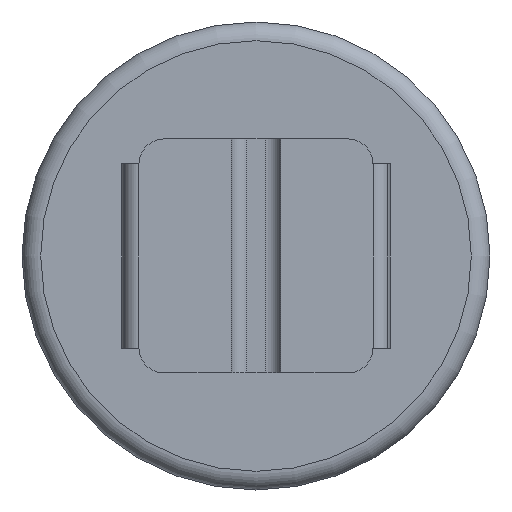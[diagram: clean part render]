
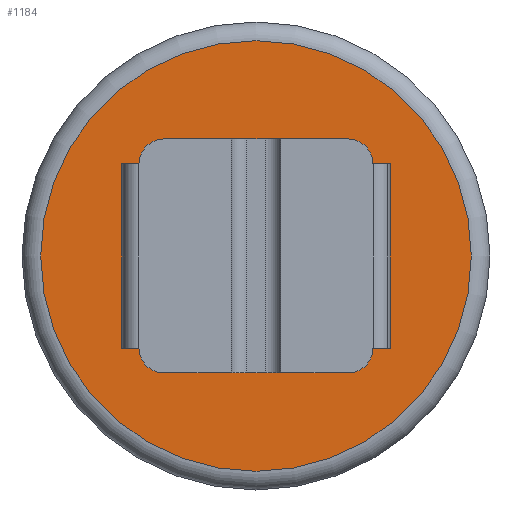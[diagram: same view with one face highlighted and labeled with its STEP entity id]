
A CAD part, left-side view. The second image highlights one B-rep face of the part: STEP entity #1184.
In plain terms, the highlighted planar face has unit normal (-1, 0, 0).
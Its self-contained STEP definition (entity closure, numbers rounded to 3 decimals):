
#107=FACE_BOUND('',#366,.T.);
#109=LINE('',#1790,#205);
#110=LINE('',#1794,#206);
#111=LINE('',#1798,#207);
#112=LINE('',#1801,#208);
#205=VECTOR('',#1416,10.);
#206=VECTOR('',#1419,10.);
#207=VECTOR('',#1422,10.);
#208=VECTOR('',#1425,10.);
#301=FACE_OUTER_BOUND('',#365,.T.);
#365=EDGE_LOOP('',(#790,#791));
#366=EDGE_LOOP('',(#792,#793,#794,#795,#796,#797,#798,#799));
#431=CIRCLE('',#1269,3.45);
#432=CIRCLE('',#1270,3.45);
#433=CIRCLE('',#1271,0.4);
#434=CIRCLE('',#1272,0.4);
#435=CIRCLE('',#1273,0.4);
#436=CIRCLE('',#1274,0.4);
#488=VERTEX_POINT('',#1782);
#489=VERTEX_POINT('',#1783);
#490=VERTEX_POINT('',#1786);
#491=VERTEX_POINT('',#1787);
#492=VERTEX_POINT('',#1789);
#493=VERTEX_POINT('',#1791);
#494=VERTEX_POINT('',#1793);
#495=VERTEX_POINT('',#1795);
#496=VERTEX_POINT('',#1797);
#497=VERTEX_POINT('',#1799);
#609=EDGE_CURVE('',#488,#489,#431,.T.);
#610=EDGE_CURVE('',#489,#488,#432,.T.);
#611=EDGE_CURVE('',#490,#491,#433,.T.);
#612=EDGE_CURVE('',#492,#490,#109,.T.);
#613=EDGE_CURVE('',#493,#492,#434,.T.);
#614=EDGE_CURVE('',#494,#493,#110,.T.);
#615=EDGE_CURVE('',#495,#494,#435,.T.);
#616=EDGE_CURVE('',#495,#496,#111,.T.);
#617=EDGE_CURVE('',#497,#496,#436,.T.);
#618=EDGE_CURVE('',#491,#497,#112,.T.);
#790=ORIENTED_EDGE('',*,*,#609,.T.);
#791=ORIENTED_EDGE('',*,*,#610,.T.);
#792=ORIENTED_EDGE('',*,*,#611,.F.);
#793=ORIENTED_EDGE('',*,*,#612,.F.);
#794=ORIENTED_EDGE('',*,*,#613,.F.);
#795=ORIENTED_EDGE('',*,*,#614,.F.);
#796=ORIENTED_EDGE('',*,*,#615,.F.);
#797=ORIENTED_EDGE('',*,*,#616,.T.);
#798=ORIENTED_EDGE('',*,*,#617,.F.);
#799=ORIENTED_EDGE('',*,*,#618,.F.);
#1152=PLANE('',#1268);
#1184=ADVANCED_FACE('',(#301,#107),#1152,.T.);
#1268=AXIS2_PLACEMENT_3D('',#1781,#1408,#1409);
#1269=AXIS2_PLACEMENT_3D('',#1784,#1410,#1411);
#1270=AXIS2_PLACEMENT_3D('',#1785,#1412,#1413);
#1271=AXIS2_PLACEMENT_3D('',#1788,#1414,#1415);
#1272=AXIS2_PLACEMENT_3D('',#1792,#1417,#1418);
#1273=AXIS2_PLACEMENT_3D('',#1796,#1420,#1421);
#1274=AXIS2_PLACEMENT_3D('',#1800,#1423,#1424);
#1408=DIRECTION('center_axis',(-1.,0.,0.));
#1409=DIRECTION('ref_axis',(0.,0.,1.));
#1410=DIRECTION('center_axis',(-1.,0.,0.));
#1411=DIRECTION('ref_axis',(0.,0.,1.));
#1412=DIRECTION('center_axis',(-1.,0.,0.));
#1413=DIRECTION('ref_axis',(0.,0.,1.));
#1414=DIRECTION('center_axis',(-1.,0.,0.));
#1415=DIRECTION('ref_axis',(0.,0.707,-0.707));
#1416=DIRECTION('',(0.,0.,-1.));
#1417=DIRECTION('center_axis',(-1.,0.,0.));
#1418=DIRECTION('ref_axis',(0.,0.707,0.707));
#1419=DIRECTION('',(0.,1.,0.));
#1420=DIRECTION('center_axis',(-1.,0.,0.));
#1421=DIRECTION('ref_axis',(0.,-0.707,0.707));
#1422=DIRECTION('',(0.,0.,-1.));
#1423=DIRECTION('center_axis',(-1.,0.,0.));
#1424=DIRECTION('ref_axis',(0.,-0.707,-0.707));
#1425=DIRECTION('',(0.,-1.,0.));
#1781=CARTESIAN_POINT('Origin',(-3.459,6.548,6.472));
#1782=CARTESIAN_POINT('',(-3.459,9.998,6.472));
#1783=CARTESIAN_POINT('',(-3.459,6.548,3.022));
#1784=CARTESIAN_POINT('Origin',(-3.459,6.548,6.472));
#1785=CARTESIAN_POINT('Origin',(-3.459,6.548,6.472));
#1786=CARTESIAN_POINT('',(-3.459,8.423,4.997));
#1787=CARTESIAN_POINT('',(-3.459,8.023,4.597));
#1788=CARTESIAN_POINT('Origin',(-3.459,8.023,4.997));
#1789=CARTESIAN_POINT('',(-3.459,8.423,7.947));
#1790=CARTESIAN_POINT('',(-3.459,8.423,6.472));
#1791=CARTESIAN_POINT('',(-3.459,8.023,8.347));
#1792=CARTESIAN_POINT('Origin',(-3.459,8.023,7.947));
#1793=CARTESIAN_POINT('',(-3.459,5.073,8.347));
#1794=CARTESIAN_POINT('',(-3.459,6.548,8.347));
#1795=CARTESIAN_POINT('',(-3.459,4.673,7.947));
#1796=CARTESIAN_POINT('Origin',(-3.459,5.073,7.947));
#1797=CARTESIAN_POINT('',(-3.459,4.673,4.997));
#1798=CARTESIAN_POINT('',(-3.459,4.673,6.472));
#1799=CARTESIAN_POINT('',(-3.459,5.073,4.597));
#1800=CARTESIAN_POINT('Origin',(-3.459,5.073,4.997));
#1801=CARTESIAN_POINT('',(-3.459,8.423,4.597));
